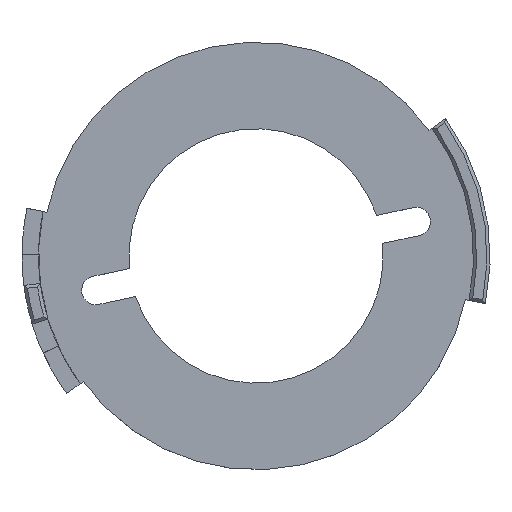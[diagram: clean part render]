
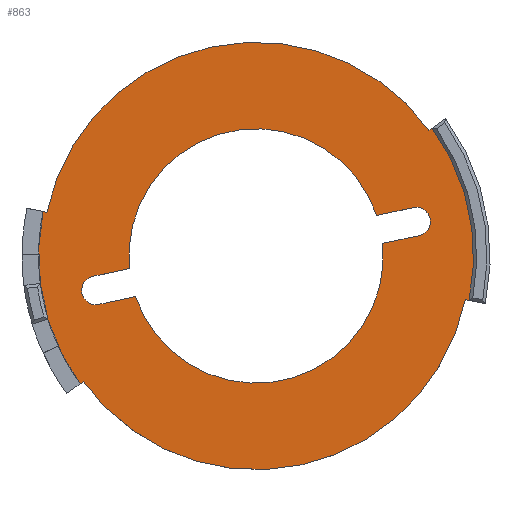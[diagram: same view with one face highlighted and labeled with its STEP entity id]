
A CAD part, top view. The second image highlights one B-rep face of the part: STEP entity #863.
In plain terms, the highlighted planar face has unit normal (0, 0, 1).
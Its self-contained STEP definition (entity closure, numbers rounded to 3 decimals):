
#79=CIRCLE('',#934,17.1);
#90=CIRCLE('',#953,1.125);
#91=CIRCLE('',#954,10.);
#92=CIRCLE('',#955,1.125);
#93=CIRCLE('',#956,10.);
#94=CIRCLE('',#957,16.8);
#95=CIRCLE('',#958,17.1);
#96=CIRCLE('',#959,16.8);
#186=ORIENTED_EDGE('',*,*,#434,.T.);
#187=ORIENTED_EDGE('',*,*,#435,.T.);
#188=ORIENTED_EDGE('',*,*,#436,.T.);
#189=ORIENTED_EDGE('',*,*,#437,.T.);
#190=ORIENTED_EDGE('',*,*,#438,.T.);
#191=ORIENTED_EDGE('',*,*,#439,.T.);
#192=ORIENTED_EDGE('',*,*,#440,.T.);
#193=ORIENTED_EDGE('',*,*,#441,.T.);
#194=ORIENTED_EDGE('',*,*,#391,.F.);
#195=ORIENTED_EDGE('',*,*,#402,.T.);
#196=ORIENTED_EDGE('',*,*,#442,.F.);
#197=ORIENTED_EDGE('',*,*,#407,.F.);
#198=ORIENTED_EDGE('',*,*,#443,.F.);
#199=ORIENTED_EDGE('',*,*,#415,.T.);
#200=ORIENTED_EDGE('',*,*,#444,.F.);
#201=ORIENTED_EDGE('',*,*,#399,.F.);
#391=EDGE_CURVE('',#519,#520,#79,.T.);
#399=EDGE_CURVE('',#520,#525,#595,.T.);
#402=EDGE_CURVE('',#519,#527,#598,.T.);
#407=EDGE_CURVE('',#531,#532,#603,.T.);
#415=EDGE_CURVE('',#534,#539,#611,.T.);
#434=EDGE_CURVE('',#556,#557,#90,.T.);
#435=EDGE_CURVE('',#557,#558,#622,.T.);
#436=EDGE_CURVE('',#558,#559,#91,.T.);
#437=EDGE_CURVE('',#559,#560,#623,.T.);
#438=EDGE_CURVE('',#560,#561,#92,.T.);
#439=EDGE_CURVE('',#561,#562,#624,.T.);
#440=EDGE_CURVE('',#562,#563,#93,.T.);
#441=EDGE_CURVE('',#563,#556,#625,.T.);
#442=EDGE_CURVE('',#532,#527,#94,.T.);
#443=EDGE_CURVE('',#534,#531,#95,.T.);
#444=EDGE_CURVE('',#525,#539,#96,.T.);
#519=VERTEX_POINT('',#1315);
#520=VERTEX_POINT('',#1317);
#525=VERTEX_POINT('',#1328);
#527=VERTEX_POINT('',#1336);
#531=VERTEX_POINT('',#1346);
#532=VERTEX_POINT('',#1348);
#534=VERTEX_POINT('',#1354);
#539=VERTEX_POINT('',#1363);
#556=VERTEX_POINT('',#1404);
#557=VERTEX_POINT('',#1405);
#558=VERTEX_POINT('',#1407);
#559=VERTEX_POINT('',#1409);
#560=VERTEX_POINT('',#1411);
#561=VERTEX_POINT('',#1413);
#562=VERTEX_POINT('',#1415);
#563=VERTEX_POINT('',#1417);
#595=LINE('',#1331,#663);
#598=LINE('',#1337,#666);
#603=LINE('',#1347,#671);
#611=LINE('',#1364,#679);
#622=LINE('',#1406,#690);
#623=LINE('',#1410,#691);
#624=LINE('',#1414,#692);
#625=LINE('',#1418,#693);
#663=VECTOR('',#1069,1000.);
#666=VECTOR('',#1074,1000.);
#671=VECTOR('',#1081,1000.);
#679=VECTOR('',#1091,1000.);
#690=VECTOR('',#1128,1000.);
#691=VECTOR('',#1131,1000.);
#692=VECTOR('',#1134,1000.);
#693=VECTOR('',#1137,1000.);
#724=EDGE_LOOP('',(#186,#187,#188,#189,#190,#191,#192,#193));
#725=EDGE_LOOP('',(#194,#195,#196,#197,#198,#199,#200,#201));
#778=FACE_BOUND('',#724,.T.);
#779=FACE_BOUND('',#725,.T.);
#829=PLANE('',#952);
#863=ADVANCED_FACE('',(#778,#779),#829,.F.);
#934=AXIS2_PLACEMENT_3D('',#1316,#1056,#1057);
#952=AXIS2_PLACEMENT_3D('',#1402,#1124,#1125);
#953=AXIS2_PLACEMENT_3D('',#1403,#1126,#1127);
#954=AXIS2_PLACEMENT_3D('',#1408,#1129,#1130);
#955=AXIS2_PLACEMENT_3D('',#1412,#1132,#1133);
#956=AXIS2_PLACEMENT_3D('',#1416,#1135,#1136);
#957=AXIS2_PLACEMENT_3D('',#1419,#1138,#1139);
#958=AXIS2_PLACEMENT_3D('',#1420,#1140,#1141);
#959=AXIS2_PLACEMENT_3D('',#1421,#1142,#1143);
#1056=DIRECTION('',(0.,0.,-1.));
#1057=DIRECTION('',(-1.,0.,0.));
#1069=DIRECTION('',(0.98,-0.2,0.));
#1074=DIRECTION('',(0.807,0.591,0.));
#1081=DIRECTION('',(-0.98,0.2,0.));
#1091=DIRECTION('',(-0.807,-0.591,0.));
#1124=DIRECTION('',(0.,0.,-1.));
#1125=DIRECTION('',(-0.977,-0.214,0.));
#1126=DIRECTION('',(0.,0.,-1.));
#1127=DIRECTION('',(-1.,-0.007,0.));
#1128=DIRECTION('',(0.977,0.214,0.));
#1129=DIRECTION('',(0.,0.,-1.));
#1130=DIRECTION('',(1.,0.007,0.));
#1131=DIRECTION('',(0.977,0.214,0.));
#1132=DIRECTION('',(0.,0.,-1.));
#1133=DIRECTION('',(-1.,-0.007,0.));
#1134=DIRECTION('',(-0.977,-0.214,0.));
#1135=DIRECTION('',(0.,0.,-1.));
#1136=DIRECTION('',(-1.,-0.007,0.));
#1137=DIRECTION('',(-0.977,-0.214,0.));
#1138=DIRECTION('',(0.,0.,-1.));
#1139=DIRECTION('',(-1.,-0.007,0.));
#1140=DIRECTION('',(0.,0.,-1.));
#1141=DIRECTION('',(-1.,0.,0.));
#1142=DIRECTION('',(0.,0.,-1.));
#1143=DIRECTION('',(-1.,-0.007,0.));
#1315=CARTESIAN_POINT('',(-13.793,-10.107,0.));
#1316=CARTESIAN_POINT('',(0.,0.,0.));
#1317=CARTESIAN_POINT('',(-16.755,3.418,0.));
#1328=CARTESIAN_POINT('',(-16.461,3.358,0.));
#1331=CARTESIAN_POINT('',(49.929,-10.184,0.));
#1336=CARTESIAN_POINT('',(-13.551,-9.93,0.));
#1337=CARTESIAN_POINT('',(106.413,77.972,0.));
#1346=CARTESIAN_POINT('',(16.755,-3.418,0.));
#1347=CARTESIAN_POINT('',(49.929,-10.184,0.));
#1348=CARTESIAN_POINT('',(16.461,-3.358,0.));
#1354=CARTESIAN_POINT('',(13.793,10.107,0.));
#1363=CARTESIAN_POINT('',(13.551,9.93,0.));
#1364=CARTESIAN_POINT('',(106.413,77.972,0.));
#1402=CARTESIAN_POINT('',(76.295,119.076,0.));
#1403=CARTESIAN_POINT('',(-12.577,-2.755,0.));
#1404=CARTESIAN_POINT('',(-12.336,-3.854,0.));
#1405=CARTESIAN_POINT('',(-12.818,-1.656,0.));
#1406=CARTESIAN_POINT('',(-11.267,-1.316,0.));
#1407=CARTESIAN_POINT('',(-9.947,-1.027,0.));
#1408=CARTESIAN_POINT('',(0.,0.,0.));
#1409=CARTESIAN_POINT('',(9.466,3.225,0.));
#1410=CARTESIAN_POINT('',(15.027,4.443,0.));
#1411=CARTESIAN_POINT('',(12.336,3.854,0.));
#1412=CARTESIAN_POINT('',(12.577,2.755,0.));
#1413=CARTESIAN_POINT('',(12.818,1.656,0.));
#1414=CARTESIAN_POINT('',(11.267,1.316,0.));
#1415=CARTESIAN_POINT('',(9.947,1.027,0.));
#1416=CARTESIAN_POINT('',(0.,0.,0.));
#1417=CARTESIAN_POINT('',(-9.466,-3.225,0.));
#1418=CARTESIAN_POINT('',(-15.027,-4.443,0.));
#1419=CARTESIAN_POINT('',(0.,0.,0.));
#1420=CARTESIAN_POINT('',(0.,0.,0.));
#1421=CARTESIAN_POINT('',(0.,0.,0.));
